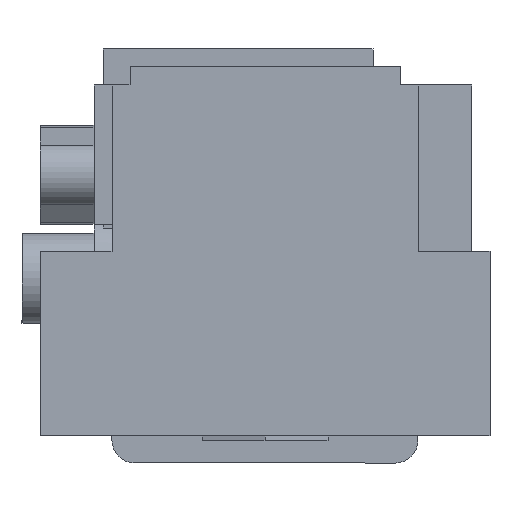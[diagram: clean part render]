
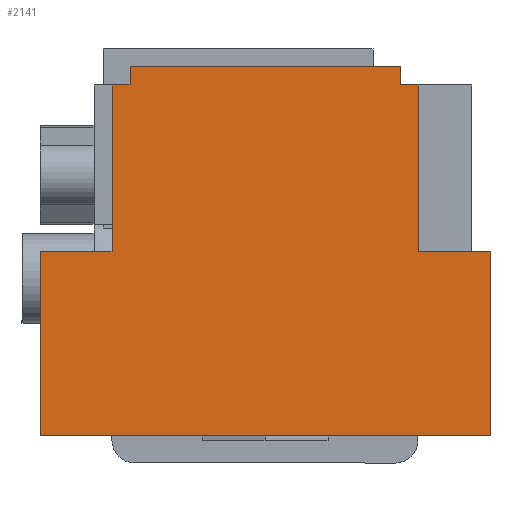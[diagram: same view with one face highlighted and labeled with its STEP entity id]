
A CAD part, front view. The second image highlights one B-rep face of the part: STEP entity #2141.
In plain terms, the highlighted planar face has unit normal (0, -1, 0).
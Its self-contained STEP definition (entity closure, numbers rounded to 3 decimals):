
#1 = VECTOR ( 'NONE', #1395, 1000. ) ;
#11 = CARTESIAN_POINT ( 'NONE',  ( -34., -55., 48. ) ) ;
#24 = CARTESIAN_POINT ( 'NONE',  ( -30., -55., 52. ) ) ;
#105 = CARTESIAN_POINT ( 'NONE',  ( -30., -55., 6. ) ) ;
#153 = CARTESIAN_POINT ( 'NONE',  ( -50., -55., 11. ) ) ;
#159 = CARTESIAN_POINT ( 'NONE',  ( -50., -55., -30. ) ) ;
#165 = VECTOR ( 'NONE', #305, 1000. ) ;
#229 = LINE ( 'NONE', #2432, #2842 ) ;
#248 = VECTOR ( 'NONE', #1124, 1000. ) ;
#278 = VERTEX_POINT ( 'NONE', #1815 ) ;
#292 = CARTESIAN_POINT ( 'NONE',  ( -50., -55., -30. ) ) ;
#301 = DIRECTION ( 'NONE',  ( 0., -1., 0. ) ) ;
#305 = DIRECTION ( 'NONE',  ( 0., 0., -1. ) ) ;
#313 = VERTEX_POINT ( 'NONE', #2055 ) ;
#338 = VERTEX_POINT ( 'NONE', #2604 ) ;
#413 = ORIENTED_EDGE ( 'NONE', *, *, #2913, .F. ) ;
#448 = ORIENTED_EDGE ( 'NONE', *, *, #2895, .F. ) ;
#476 = EDGE_CURVE ( 'NONE', #278, #2525, #1528, .T. ) ;
#489 = CARTESIAN_POINT ( 'NONE',  ( -34., -55., 11. ) ) ;
#532 = DIRECTION ( 'NONE',  ( 0., 0., 1. ) ) ;
#536 = DIRECTION ( 'NONE',  ( 1., 0., 0. ) ) ;
#566 = VERTEX_POINT ( 'NONE', #1557 ) ;
#603 = LINE ( 'NONE', #159, #248 ) ;
#630 = EDGE_CURVE ( 'NONE', #278, #1504, #603, .T. ) ;
#728 = VERTEX_POINT ( 'NONE', #489 ) ;
#772 = EDGE_CURVE ( 'NONE', #2301, #1806, #2808, .T. ) ;
#775 = CARTESIAN_POINT ( 'NONE',  ( -34., -55., 48. ) ) ;
#785 = VERTEX_POINT ( 'NONE', #2824 ) ;
#811 = ORIENTED_EDGE ( 'NONE', *, *, #2970, .T. ) ;
#905 = EDGE_CURVE ( 'NONE', #338, #313, #2257, .T. ) ;
#914 = ORIENTED_EDGE ( 'NONE', *, *, #630, .T. ) ;
#940 = EDGE_CURVE ( 'NONE', #1043, #2798, #2951, .T. ) ;
#1009 = FACE_OUTER_BOUND ( 'NONE', #1951, .T. ) ;
#1043 = VERTEX_POINT ( 'NONE', #2593 ) ;
#1121 = AXIS2_PLACEMENT_3D ( 'NONE', #2163, #301, #536 ) ;
#1124 = DIRECTION ( 'NONE',  ( 1., 0., 0. ) ) ;
#1176 = DIRECTION ( 'NONE',  ( -1., 0., 0. ) ) ;
#1201 = ORIENTED_EDGE ( 'NONE', *, *, #940, .T. ) ;
#1270 = DIRECTION ( 'NONE',  ( 0., 0., 1. ) ) ;
#1288 = EDGE_CURVE ( 'NONE', #785, #1043, #2957, .T. ) ;
#1314 = CARTESIAN_POINT ( 'NONE',  ( 50., -55., 11. ) ) ;
#1340 = ORIENTED_EDGE ( 'NONE', *, *, #905, .F. ) ;
#1395 = DIRECTION ( 'NONE',  ( 1., 0., 0. ) ) ;
#1427 = ORIENTED_EDGE ( 'NONE', *, *, #2678, .T. ) ;
#1430 = DIRECTION ( 'NONE',  ( -1., 0., 0. ) ) ;
#1441 = DIRECTION ( 'NONE',  ( 1., 0., 0. ) ) ;
#1487 = DIRECTION ( 'NONE',  ( 0., 0., 1. ) ) ;
#1494 = VECTOR ( 'NONE', #532, 1000. ) ;
#1504 = VERTEX_POINT ( 'NONE', #2943 ) ;
#1528 = LINE ( 'NONE', #292, #1758 ) ;
#1557 = CARTESIAN_POINT ( 'NONE',  ( -34., -55., 48. ) ) ;
#1586 = DIRECTION ( 'NONE',  ( 0., 0., 1. ) ) ;
#1691 = VECTOR ( 'NONE', #1270, 1000. ) ;
#1758 = VECTOR ( 'NONE', #1487, 1000. ) ;
#1803 = EDGE_CURVE ( 'NONE', #785, #2301, #2300, .T. ) ;
#1806 = VERTEX_POINT ( 'NONE', #1314 ) ;
#1813 = LINE ( 'NONE', #2783, #3014 ) ;
#1815 = CARTESIAN_POINT ( 'NONE',  ( -50., -55., -30. ) ) ;
#1837 = DIRECTION ( 'NONE',  ( 1., 0., 0. ) ) ;
#1951 = EDGE_LOOP ( 'NONE', ( #2356, #2045, #2947, #1201, #413, #1340, #811, #3120, #448, #2028, #914, #1427 ) ) ;
#2028 = ORIENTED_EDGE ( 'NONE', *, *, #476, .F. ) ;
#2045 = ORIENTED_EDGE ( 'NONE', *, *, #1803, .F. ) ;
#2055 = CARTESIAN_POINT ( 'NONE',  ( -30., -55., 52. ) ) ;
#2092 = DIRECTION ( 'NONE',  ( 0., 0., -1. ) ) ;
#2141 = ADVANCED_FACE ( 'NONE', ( #1009 ), #2667, .T. ) ;
#2163 = CARTESIAN_POINT ( 'NONE',  ( -50., -55., -30. ) ) ;
#2172 = VECTOR ( 'NONE', #1176, 1000. ) ;
#2213 = CARTESIAN_POINT ( 'NONE',  ( 30., -55., 6. ) ) ;
#2257 = LINE ( 'NONE', #105, #1691 ) ;
#2300 = LINE ( 'NONE', #2349, #2876 ) ;
#2301 = VERTEX_POINT ( 'NONE', #2795 ) ;
#2349 = CARTESIAN_POINT ( 'NONE',  ( 34., -55., 117.051 ) ) ;
#2356 = ORIENTED_EDGE ( 'NONE', *, *, #772, .F. ) ;
#2432 = CARTESIAN_POINT ( 'NONE',  ( -50., -55., 11. ) ) ;
#2443 = CARTESIAN_POINT ( 'NONE',  ( -50., -55., 11. ) ) ;
#2477 = CARTESIAN_POINT ( 'NONE',  ( -34., -55., 117.051 ) ) ;
#2525 = VERTEX_POINT ( 'NONE', #2443 ) ;
#2547 = CARTESIAN_POINT ( 'NONE',  ( 30., -55., 52. ) ) ;
#2573 = EDGE_CURVE ( 'NONE', #566, #728, #2942, .T. ) ;
#2593 = CARTESIAN_POINT ( 'NONE',  ( 30., -55., 48. ) ) ;
#2604 = CARTESIAN_POINT ( 'NONE',  ( -30., -55., 48. ) ) ;
#2667 = PLANE ( 'NONE',  #1121 ) ;
#2678 = EDGE_CURVE ( 'NONE', #1504, #1806, #1813, .T. ) ;
#2733 = VECTOR ( 'NONE', #1837, 1000. ) ;
#2783 = CARTESIAN_POINT ( 'NONE',  ( 50., -55., -30. ) ) ;
#2795 = CARTESIAN_POINT ( 'NONE',  ( 34., -55., 11. ) ) ;
#2798 = VERTEX_POINT ( 'NONE', #2547 ) ;
#2800 = VECTOR ( 'NONE', #1430, 1000. ) ;
#2808 = LINE ( 'NONE', #153, #2733 ) ;
#2824 = CARTESIAN_POINT ( 'NONE',  ( 34., -55., 48. ) ) ;
#2842 = VECTOR ( 'NONE', #1441, 1000. ) ;
#2876 = VECTOR ( 'NONE', #2092, 1000. ) ;
#2895 = EDGE_CURVE ( 'NONE', #2525, #728, #229, .T. ) ;
#2913 = EDGE_CURVE ( 'NONE', #313, #2798, #2919, .T. ) ;
#2919 = LINE ( 'NONE', #24, #1 ) ;
#2942 = LINE ( 'NONE', #2477, #165 ) ;
#2943 = CARTESIAN_POINT ( 'NONE',  ( 50., -55., -30. ) ) ;
#2947 = ORIENTED_EDGE ( 'NONE', *, *, #1288, .T. ) ;
#2951 = LINE ( 'NONE', #2213, #1494 ) ;
#2957 = LINE ( 'NONE', #775, #2800 ) ;
#2970 = EDGE_CURVE ( 'NONE', #338, #566, #3144, .T. ) ;
#3014 = VECTOR ( 'NONE', #1586, 1000. ) ;
#3120 = ORIENTED_EDGE ( 'NONE', *, *, #2573, .T. ) ;
#3144 = LINE ( 'NONE', #11, #2172 ) ;
